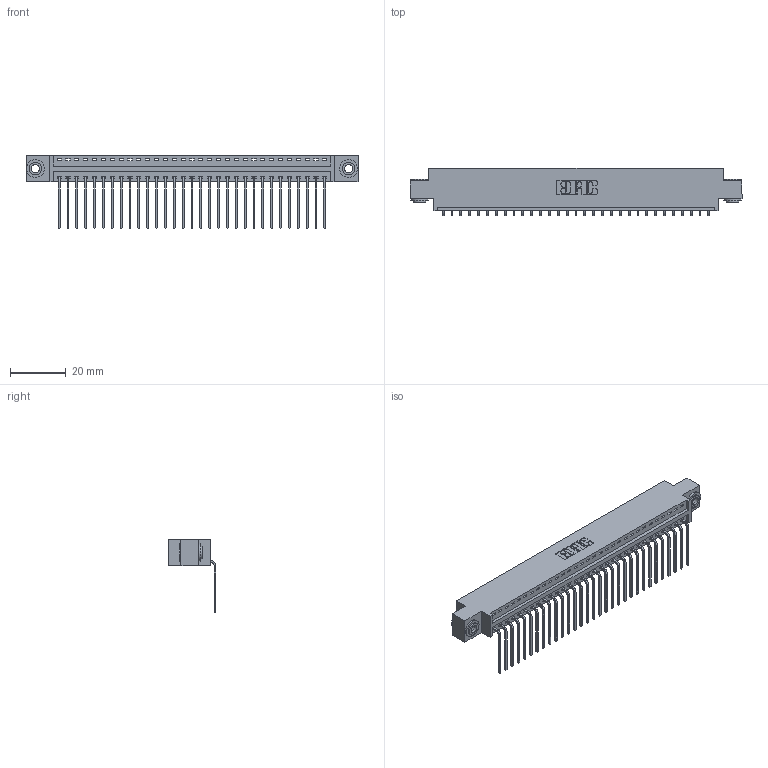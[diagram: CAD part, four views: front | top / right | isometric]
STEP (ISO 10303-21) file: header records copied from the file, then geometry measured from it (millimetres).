
FILE_DESCRIPTION (( 'STEP AP203' ), '1' );
FILE_NAME ('346-031-559-603.STEP', '2018-08-22T07:37:34', ( '' ), ( '' ), 'SwSTEP 2.0', 'SolidWorks 2016', '' );
FILE_SCHEMA (( 'CONFIG_CONTROL_DESIGN' ));
Length unit declared in the file: inch
Products named in the file (4): 346 Part_0.170 Offset - 0.156 Dia-TH; 345-292-001_558 559 Tail - 1; 345-250-002_345-250-002-102; 346-031-559-603
Assembly tree (34 placements, depth 2):
  346-031-559-603
    346 Part_0.170 Offset - 0.156 Dia-TH
    345-292-001_558 559 Tail - 1  x31
    345-250-002_345-250-002-102  x2
Bounding box: 119 x 17.08 x 26.16 mm (x, y, z)
Volume: 11283.1 mm3; surface area: 14979.4 mm2
Topology: 34 solids, 34 shells, 2024 faces, 6059 edges, 3994 vertices
Faces by surface type: plane 1392, cylinder 624, cone 8
Entity records: 21586 total; most frequent: CARTESIAN_POINT 3684, ORIENTED_EDGE 3642, DIRECTION 3293, EDGE_CURVE 1821, LINE 1541, VECTOR 1541, VERTEX_POINT 1210, AXIS2_PLACEMENT_3D 876
